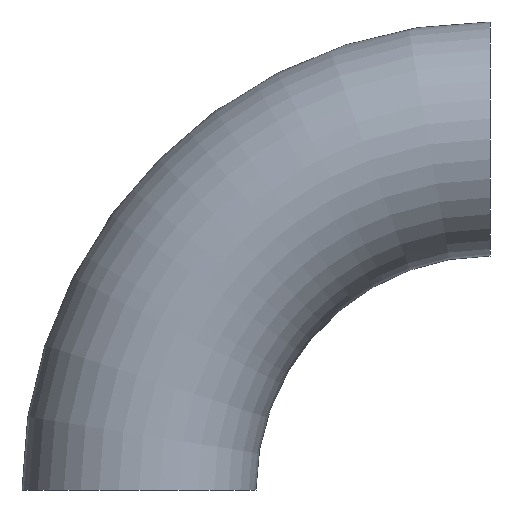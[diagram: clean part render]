
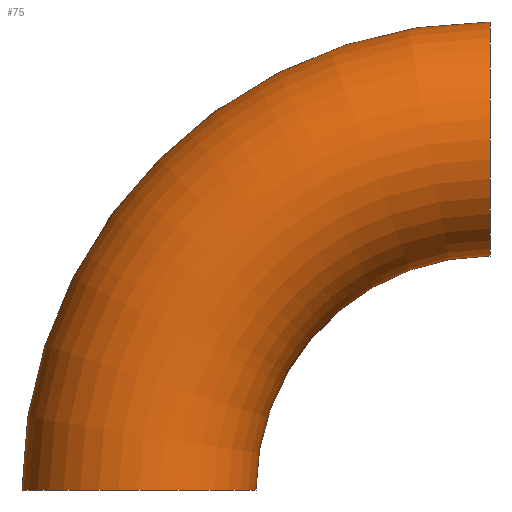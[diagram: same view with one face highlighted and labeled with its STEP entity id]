
A CAD part, front view. The second image highlights one B-rep face of the part: STEP entity #75.
In plain terms, the highlighted toroidal (fillet/blend) face has major radius 15 mm and minor radius 5 mm.
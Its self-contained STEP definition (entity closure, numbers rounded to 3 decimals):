
#75=ADVANCED_FACE('',(#80),#81,.T.);
#80=FACE_OUTER_BOUND('',#88,.T.);
#81=TOROIDAL_SURFACE('',#89,15.0,5.0);
#88=EDGE_LOOP('',(#96,#97,#98,#99));
#89=AXIS2_PLACEMENT_3D('',#100,#101,#102);
#96=ORIENTED_EDGE('',*,*,#120,.F.);
#97=ORIENTED_EDGE('',*,*,#121,.F.);
#98=ORIENTED_EDGE('',*,*,#122,.T.);
#99=ORIENTED_EDGE('',*,*,#123,.T.);
#100=CARTESIAN_POINT('',(15.0,0.0,-5.0));
#101=DIRECTION('',(-0.0,1.0,0.0));
#102=DIRECTION('',(0.0,0.0,1.0));
#120=EDGE_CURVE('',#126,#127,#128,.T.);
#121=EDGE_CURVE('',#129,#126,#130,.T.);
#122=EDGE_CURVE('',#129,#131,#132,.T.);
#123=EDGE_CURVE('',#131,#127,#133,.T.);
#126=VERTEX_POINT('',#136);
#127=VERTEX_POINT('',#137);
#128=CIRCLE('',#138,20.0);
#129=VERTEX_POINT('',#139);
#130=CIRCLE('',#140,5.0);
#131=VERTEX_POINT('',#141);
#132=CIRCLE('',#142,10.0);
#133=CIRCLE('',#143,5.0);
#136=CARTESIAN_POINT('',(-5.0,0.,-5.0));
#137=CARTESIAN_POINT('',(15.0,0.,15.0));
#138=AXIS2_PLACEMENT_3D('',#146,#147,#148);
#139=CARTESIAN_POINT('',(5.0,0.0,-5.0));
#140=AXIS2_PLACEMENT_3D('',#149,#150,#151);
#141=CARTESIAN_POINT('',(15.0,0.0,5.0));
#142=AXIS2_PLACEMENT_3D('',#152,#153,#154);
#143=AXIS2_PLACEMENT_3D('',#155,#156,#157);
#146=CARTESIAN_POINT('',(15.0,0.,-5.0));
#147=DIRECTION('',(-0.0,1.0,0.0));
#148=DIRECTION('',(0.0,0.0,1.0));
#149=CARTESIAN_POINT('',(0.0,0.0,-5.0));
#150=DIRECTION('',(0.0,0.0,-1.0));
#151=DIRECTION('',(1.0,0.0,0.0));
#152=CARTESIAN_POINT('',(15.0,0.0,-5.0));
#153=DIRECTION('',(-0.0,1.0,0.0));
#154=DIRECTION('',(0.0,0.0,1.0));
#155=CARTESIAN_POINT('',(15.0,0.0,10.0));
#156=DIRECTION('',(-1.0,0.0,0.0));
#157=DIRECTION('',(0.0,0.0,-1.0));
